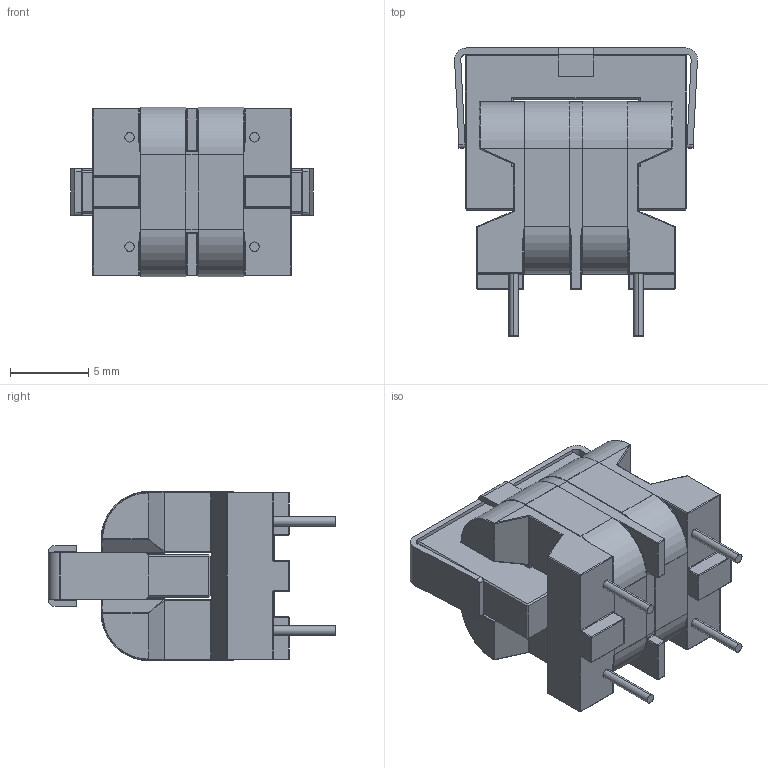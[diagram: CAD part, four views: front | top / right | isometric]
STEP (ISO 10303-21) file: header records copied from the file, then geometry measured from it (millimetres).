
FILE_DESCRIPTION (( 'STEP AP214' ), '1' );
FILE_NAME ('55AF1586-C0C8-484F-8F40-EFAE5BC857C9.STEP', '2009-02-10T09:43:01', ( 'SysAdmin' ), ( 'SolidWorks' ), 'SwSTEP 2.0', 'SolidWorks 2009', '' );
FILE_SCHEMA (( 'AUTOMOTIVE_DESIGN' ));
Length unit declared in the file: millimetre
Products named in the file (1): 55AF1586-C0C8-484F-8F40-EFAE5BC857C9
Bounding box: 15.56 x 18.45 x 10.85 mm (x, y, z)
Volume: 1450 mm3; surface area: 1965.2 mm2
Topology: 5 solids, 5 shells, 438 faces, 1016 edges, 546 vertices
Faces by surface type: cylinder 158, plane 134, bspline 64, sphere 46, torus 36
Entity records: 13452 total; most frequent: CARTESIAN_POINT 3579, DIRECTION 1990, ORIENTED_EDGE 1944, EDGE_CURVE 972, AXIS2_PLACEMENT_3D 767, VERTEX_POINT 546, VECTOR 456, LINE 456
